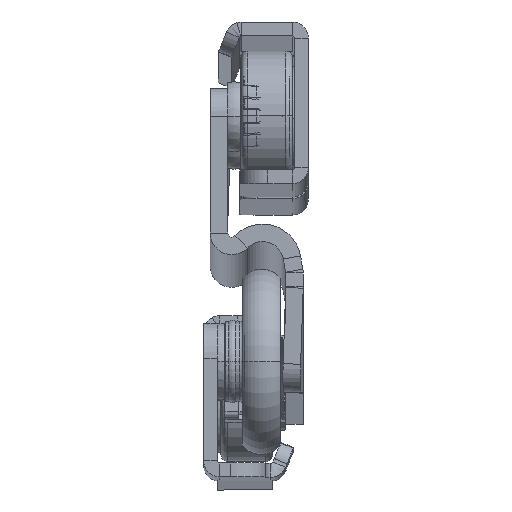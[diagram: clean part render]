
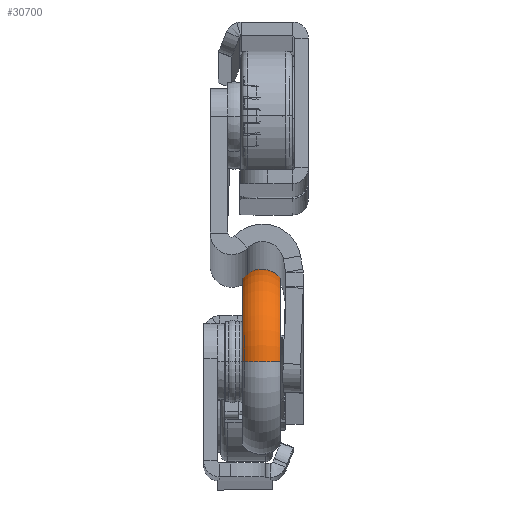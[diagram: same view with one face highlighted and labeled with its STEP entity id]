
A CAD part, top view. The second image highlights one B-rep face of the part: STEP entity #30700.
In plain terms, the highlighted toroidal (fillet/blend) face has major radius 9.75 mm and minor radius 3.5 mm.
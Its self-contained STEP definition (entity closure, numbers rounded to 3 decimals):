
#1689 = CIRCLE ( 'NONE', #19264, 11.915 ) ;
#5642 = EDGE_LOOP ( 'NONE', ( #11413, #66524, #15095, #8876 ) ) ;
#7788 = CIRCLE ( 'NONE', #25382, 3.5 ) ;
#8876 = ORIENTED_EDGE ( 'NONE', *, *, #44178, .F. ) ;
#10716 = CARTESIAN_POINT ( 'NONE',  ( -7.9, 0., 11.915 ) ) ;
#11413 = ORIENTED_EDGE ( 'NONE', *, *, #44918, .T. ) ;
#11454 = CARTESIAN_POINT ( 'NONE',  ( -2.4, 0., -11.915 ) ) ;
#15095 = ORIENTED_EDGE ( 'NONE', *, *, #45561, .F. ) ;
#16773 = CARTESIAN_POINT ( 'NONE',  ( -5.15, 0., 0. ) ) ;
#17638 = DIRECTION ( 'NONE',  ( -1., 0., 0. ) ) ;
#19264 = AXIS2_PLACEMENT_3D ( 'NONE', #30558, #67382, #31596 ) ;
#21236 = DIRECTION ( 'NONE',  ( 0., 0., 1. ) ) ;
#21418 = AXIS2_PLACEMENT_3D ( 'NONE', #34435, #23750, #44759 ) ;
#22536 = CARTESIAN_POINT ( 'NONE',  ( -7.9, 0., -11.915 ) ) ;
#23750 = DIRECTION ( 'NONE',  ( 0., -1., 0. ) ) ;
#24622 = AXIS2_PLACEMENT_3D ( 'NONE', #16773, #48083, #21236 ) ;
#25382 = AXIS2_PLACEMENT_3D ( 'NONE', #49086, #27405, #33921 ) ;
#27019 = AXIS2_PLACEMENT_3D ( 'NONE', #63425, #17638, #33776 ) ;
#27405 = DIRECTION ( 'NONE',  ( 0., 1., 0. ) ) ;
#29180 = CARTESIAN_POINT ( 'NONE',  ( -2.4, 0., 11.915 ) ) ;
#30558 = CARTESIAN_POINT ( 'NONE',  ( -7.9, 0., 0. ) ) ;
#30700 = ADVANCED_FACE ( 'NONE', ( #32577 ), #46581, .T. ) ;
#31596 = DIRECTION ( 'NONE',  ( 0., 0., 1. ) ) ;
#32577 = FACE_OUTER_BOUND ( 'NONE', #5642, .T. ) ;
#33776 = DIRECTION ( 'NONE',  ( 0., 0., 1. ) ) ;
#33921 = DIRECTION ( 'NONE',  ( 0., 0., 1. ) ) ;
#34435 = CARTESIAN_POINT ( 'NONE',  ( -5.15, 0., 9.75 ) ) ;
#37865 = CIRCLE ( 'NONE', #21418, 3.5 ) ;
#44178 = EDGE_CURVE ( 'NONE', #64796, #66186, #37865, .T. ) ;
#44759 = DIRECTION ( 'NONE',  ( 0., 0., -1. ) ) ;
#44918 = EDGE_CURVE ( 'NONE', #64796, #46267, #64361, .T. ) ;
#45561 = EDGE_CURVE ( 'NONE', #66186, #58997, #1689, .T. ) ;
#46267 = VERTEX_POINT ( 'NONE', #11454 ) ;
#46581 = TOROIDAL_SURFACE ( 'NONE', #24622, 9.75, 3.5 ) ;
#48083 = DIRECTION ( 'NONE',  ( -1., 0., 0. ) ) ;
#49086 = CARTESIAN_POINT ( 'NONE',  ( -5.15, 0., -9.75 ) ) ;
#52650 = EDGE_CURVE ( 'NONE', #46267, #58997, #7788, .T. ) ;
#58997 = VERTEX_POINT ( 'NONE', #22536 ) ;
#63425 = CARTESIAN_POINT ( 'NONE',  ( -2.4, 0., 0. ) ) ;
#64361 = CIRCLE ( 'NONE', #27019, 11.915 ) ;
#64796 = VERTEX_POINT ( 'NONE', #29180 ) ;
#66186 = VERTEX_POINT ( 'NONE', #10716 ) ;
#66524 = ORIENTED_EDGE ( 'NONE', *, *, #52650, .T. ) ;
#67382 = DIRECTION ( 'NONE',  ( -1., 0., 0. ) ) ;
